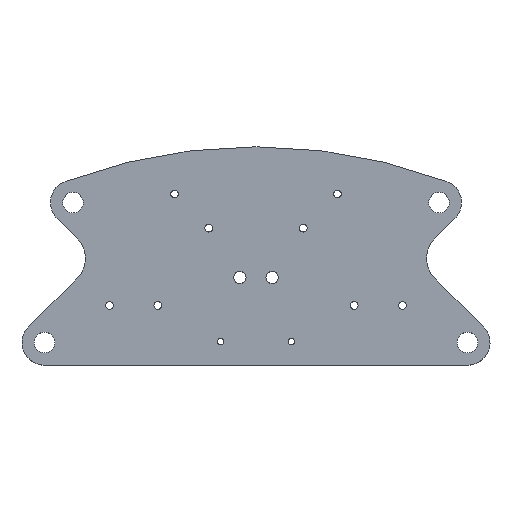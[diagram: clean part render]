
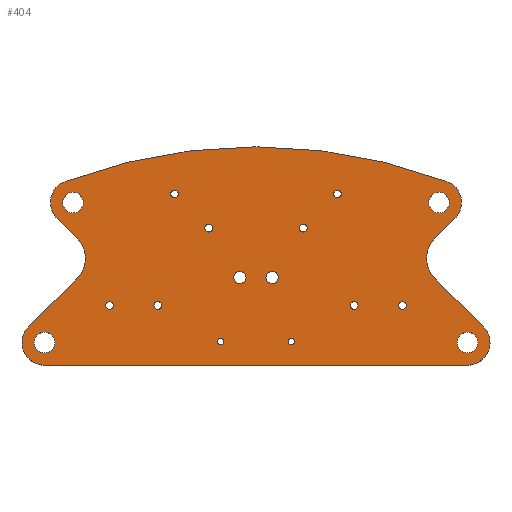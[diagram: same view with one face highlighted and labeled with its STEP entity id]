
A CAD part, top view. The second image highlights one B-rep face of the part: STEP entity #404.
In plain terms, the highlighted planar face has unit normal (0, 0, 1).
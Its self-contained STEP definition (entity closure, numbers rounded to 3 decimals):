
#42 = VERTEX_POINT('',#43);
#43 = CARTESIAN_POINT('',(-29.665,11.941,1.51));
#49 = EDGE_CURVE('',#42,#50,#52,.T.);
#50 = VERTEX_POINT('',#51);
#51 = CARTESIAN_POINT('',(29.665,11.941,1.51));
#52 = CIRCLE('',#53,84.2);
#53 = AXIS2_PLACEMENT_3D('',#54,#55,#56);
#54 = CARTESIAN_POINT('',(0.,-66.86,1.51));
#55 = DIRECTION('',(0.,0.,-1.));
#56 = DIRECTION('',(-0.352,0.936,0.));
#84 = VERTEX_POINT('',#85);
#85 = CARTESIAN_POINT('',(-30.907,6.19,1.51));
#91 = EDGE_CURVE('',#84,#42,#92,.T.);
#92 = CIRCLE('',#93,3.5);
#93 = AXIS2_PLACEMENT_3D('',#94,#95,#96);
#94 = CARTESIAN_POINT('',(-28.432,8.665,1.51));
#95 = DIRECTION('',(0.,0.,-1.));
#96 = DIRECTION('',(-0.707,-0.707,-0.));
#115 = EDGE_CURVE('',#50,#116,#118,.T.);
#116 = VERTEX_POINT('',#117);
#117 = CARTESIAN_POINT('',(30.907,6.19,1.51));
#118 = CIRCLE('',#119,3.5);
#119 = AXIS2_PLACEMENT_3D('',#120,#121,#122);
#120 = CARTESIAN_POINT('',(28.432,8.665,1.51));
#121 = DIRECTION('',(0.,0.,-1.));
#122 = DIRECTION('',(0.352,0.936,0.));
#404 = ADVANCED_FACE('',(#405,#484,#495,#506,#517,#528,#539,#550,#561,
    #572,#583,#594,#605,#616,#627,#638,#649),#660,.T.);
#405 = FACE_BOUND('',#406,.T.);
#406 = EDGE_LOOP('',(#407,#408,#409,#417,#426,#434,#443,#451,#460,#468,
    #477,#483));
#407 = ORIENTED_EDGE('',*,*,#49,.F.);
#408 = ORIENTED_EDGE('',*,*,#91,.F.);
#409 = ORIENTED_EDGE('',*,*,#410,.F.);
#410 = EDGE_CURVE('',#411,#84,#413,.T.);
#411 = VERTEX_POINT('',#412);
#412 = CARTESIAN_POINT('',(-27.757,3.041,1.51));
#413 = LINE('',#414,#415);
#414 = CARTESIAN_POINT('',(-27.757,3.041,1.51));
#415 = VECTOR('',#416,1.);
#416 = DIRECTION('',(-0.707,0.707,0.));
#417 = ORIENTED_EDGE('',*,*,#418,.F.);
#418 = EDGE_CURVE('',#419,#411,#421,.T.);
#419 = VERTEX_POINT('',#420);
#420 = CARTESIAN_POINT('',(-27.757,-3.041,1.51));
#421 = CIRCLE('',#422,4.3);
#422 = AXIS2_PLACEMENT_3D('',#423,#424,#425);
#423 = CARTESIAN_POINT('',(-30.798,0.,1.51));
#424 = DIRECTION('',(0.,-0.,1.));
#425 = DIRECTION('',(0.707,-0.707,-0.));
#426 = ORIENTED_EDGE('',*,*,#427,.F.);
#427 = EDGE_CURVE('',#428,#419,#430,.T.);
#428 = VERTEX_POINT('',#429);
#429 = CARTESIAN_POINT('',(-35.337,-10.62,1.51));
#430 = LINE('',#431,#432);
#431 = CARTESIAN_POINT('',(-35.337,-10.62,1.51));
#432 = VECTOR('',#433,1.);
#433 = DIRECTION('',(0.707,0.707,0.));
#434 = ORIENTED_EDGE('',*,*,#435,.F.);
#435 = EDGE_CURVE('',#436,#428,#438,.T.);
#436 = VERTEX_POINT('',#437);
#437 = CARTESIAN_POINT('',(-32.862,-16.595,1.51));
#438 = CIRCLE('',#439,3.5);
#439 = AXIS2_PLACEMENT_3D('',#440,#441,#442);
#440 = CARTESIAN_POINT('',(-32.862,-13.095,1.51));
#441 = DIRECTION('',(0.,0.,-1.));
#442 = DIRECTION('',(0.,-1.,-0.));
#443 = ORIENTED_EDGE('',*,*,#444,.F.);
#444 = EDGE_CURVE('',#445,#436,#447,.T.);
#445 = VERTEX_POINT('',#446);
#446 = CARTESIAN_POINT('',(32.862,-16.595,1.51));
#447 = LINE('',#448,#449);
#448 = CARTESIAN_POINT('',(32.862,-16.595,1.51));
#449 = VECTOR('',#450,1.);
#450 = DIRECTION('',(-1.,0.,0.));
#451 = ORIENTED_EDGE('',*,*,#452,.F.);
#452 = EDGE_CURVE('',#453,#445,#455,.T.);
#453 = VERTEX_POINT('',#454);
#454 = CARTESIAN_POINT('',(35.337,-10.62,1.51));
#455 = CIRCLE('',#456,3.5);
#456 = AXIS2_PLACEMENT_3D('',#457,#458,#459);
#457 = CARTESIAN_POINT('',(32.862,-13.095,1.51));
#458 = DIRECTION('',(0.,0.,-1.));
#459 = DIRECTION('',(0.707,0.707,0.));
#460 = ORIENTED_EDGE('',*,*,#461,.F.);
#461 = EDGE_CURVE('',#462,#453,#464,.T.);
#462 = VERTEX_POINT('',#463);
#463 = CARTESIAN_POINT('',(27.757,-3.041,1.51));
#464 = LINE('',#465,#466);
#465 = CARTESIAN_POINT('',(27.757,-3.041,1.51));
#466 = VECTOR('',#467,1.);
#467 = DIRECTION('',(0.707,-0.707,0.));
#468 = ORIENTED_EDGE('',*,*,#469,.F.);
#469 = EDGE_CURVE('',#470,#462,#472,.T.);
#470 = VERTEX_POINT('',#471);
#471 = CARTESIAN_POINT('',(27.757,3.041,1.51));
#472 = CIRCLE('',#473,4.3);
#473 = AXIS2_PLACEMENT_3D('',#474,#475,#476);
#474 = CARTESIAN_POINT('',(30.798,0.,1.51));
#475 = DIRECTION('',(0.,0.,1.));
#476 = DIRECTION('',(-0.707,0.707,0.));
#477 = ORIENTED_EDGE('',*,*,#478,.F.);
#478 = EDGE_CURVE('',#116,#470,#479,.T.);
#479 = LINE('',#480,#481);
#480 = CARTESIAN_POINT('',(30.907,6.19,1.51));
#481 = VECTOR('',#482,1.);
#482 = DIRECTION('',(-0.707,-0.707,0.));
#483 = ORIENTED_EDGE('',*,*,#115,.F.);
#484 = FACE_BOUND('',#485,.T.);
#485 = EDGE_LOOP('',(#486));
#486 = ORIENTED_EDGE('',*,*,#487,.T.);
#487 = EDGE_CURVE('',#488,#488,#490,.T.);
#488 = VERTEX_POINT('',#489);
#489 = CARTESIAN_POINT('',(-32.862,-14.695,1.51));
#490 = CIRCLE('',#491,1.6);
#491 = AXIS2_PLACEMENT_3D('',#492,#493,#494);
#492 = CARTESIAN_POINT('',(-32.862,-13.095,1.51));
#493 = DIRECTION('',(-0.,0.,-1.));
#494 = DIRECTION('',(-0.,-1.,0.));
#495 = FACE_BOUND('',#496,.T.);
#496 = EDGE_LOOP('',(#497));
#497 = ORIENTED_EDGE('',*,*,#498,.T.);
#498 = EDGE_CURVE('',#499,#499,#501,.T.);
#499 = VERTEX_POINT('',#500);
#500 = CARTESIAN_POINT('',(-5.5,-13.45,1.51));
#501 = CIRCLE('',#502,0.5);
#502 = AXIS2_PLACEMENT_3D('',#503,#504,#505);
#503 = CARTESIAN_POINT('',(-5.5,-12.95,1.51));
#504 = DIRECTION('',(-0.,0.,-1.));
#505 = DIRECTION('',(-0.,-1.,0.));
#506 = FACE_BOUND('',#507,.T.);
#507 = EDGE_LOOP('',(#508));
#508 = ORIENTED_EDGE('',*,*,#509,.T.);
#509 = EDGE_CURVE('',#510,#510,#512,.T.);
#510 = VERTEX_POINT('',#511);
#511 = CARTESIAN_POINT('',(-22.75,-7.9,1.51));
#512 = CIRCLE('',#513,0.6);
#513 = AXIS2_PLACEMENT_3D('',#514,#515,#516);
#514 = CARTESIAN_POINT('',(-22.75,-7.3,1.51));
#515 = DIRECTION('',(-0.,0.,-1.));
#516 = DIRECTION('',(0.,-1.,-0.));
#517 = FACE_BOUND('',#518,.T.);
#518 = EDGE_LOOP('',(#519));
#519 = ORIENTED_EDGE('',*,*,#520,.T.);
#520 = EDGE_CURVE('',#521,#521,#523,.T.);
#521 = VERTEX_POINT('',#522);
#522 = CARTESIAN_POINT('',(-15.25,-7.9,1.51));
#523 = CIRCLE('',#524,0.6);
#524 = AXIS2_PLACEMENT_3D('',#525,#526,#527);
#525 = CARTESIAN_POINT('',(-15.25,-7.3,1.51));
#526 = DIRECTION('',(-0.,0.,-1.));
#527 = DIRECTION('',(0.,-1.,-0.));
#528 = FACE_BOUND('',#529,.T.);
#529 = EDGE_LOOP('',(#530));
#530 = ORIENTED_EDGE('',*,*,#531,.T.);
#531 = EDGE_CURVE('',#532,#532,#534,.T.);
#532 = VERTEX_POINT('',#533);
#533 = CARTESIAN_POINT('',(-2.5,-3.9,1.51));
#534 = CIRCLE('',#535,0.95);
#535 = AXIS2_PLACEMENT_3D('',#536,#537,#538);
#536 = CARTESIAN_POINT('',(-2.5,-2.95,1.51));
#537 = DIRECTION('',(-0.,0.,-1.));
#538 = DIRECTION('',(-0.,-1.,0.));
#539 = FACE_BOUND('',#540,.T.);
#540 = EDGE_LOOP('',(#541));
#541 = ORIENTED_EDGE('',*,*,#542,.T.);
#542 = EDGE_CURVE('',#543,#543,#545,.T.);
#543 = VERTEX_POINT('',#544);
#544 = CARTESIAN_POINT('',(5.5,-13.45,1.51));
#545 = CIRCLE('',#546,0.5);
#546 = AXIS2_PLACEMENT_3D('',#547,#548,#549);
#547 = CARTESIAN_POINT('',(5.5,-12.95,1.51));
#548 = DIRECTION('',(-0.,0.,-1.));
#549 = DIRECTION('',(-0.,-1.,0.));
#550 = FACE_BOUND('',#551,.T.);
#551 = EDGE_LOOP('',(#552));
#552 = ORIENTED_EDGE('',*,*,#553,.T.);
#553 = EDGE_CURVE('',#554,#554,#556,.T.);
#554 = VERTEX_POINT('',#555);
#555 = CARTESIAN_POINT('',(32.862,-14.695,1.51));
#556 = CIRCLE('',#557,1.6);
#557 = AXIS2_PLACEMENT_3D('',#558,#559,#560);
#558 = CARTESIAN_POINT('',(32.862,-13.095,1.51));
#559 = DIRECTION('',(-0.,0.,-1.));
#560 = DIRECTION('',(0.,-1.,-0.));
#561 = FACE_BOUND('',#562,.T.);
#562 = EDGE_LOOP('',(#563));
#563 = ORIENTED_EDGE('',*,*,#564,.T.);
#564 = EDGE_CURVE('',#565,#565,#567,.T.);
#565 = VERTEX_POINT('',#566);
#566 = CARTESIAN_POINT('',(15.25,-7.9,1.51));
#567 = CIRCLE('',#568,0.6);
#568 = AXIS2_PLACEMENT_3D('',#569,#570,#571);
#569 = CARTESIAN_POINT('',(15.25,-7.3,1.51));
#570 = DIRECTION('',(-0.,0.,-1.));
#571 = DIRECTION('',(-0.,-1.,0.));
#572 = FACE_BOUND('',#573,.T.);
#573 = EDGE_LOOP('',(#574));
#574 = ORIENTED_EDGE('',*,*,#575,.T.);
#575 = EDGE_CURVE('',#576,#576,#578,.T.);
#576 = VERTEX_POINT('',#577);
#577 = CARTESIAN_POINT('',(2.5,-3.9,1.51));
#578 = CIRCLE('',#579,0.95);
#579 = AXIS2_PLACEMENT_3D('',#580,#581,#582);
#580 = CARTESIAN_POINT('',(2.5,-2.95,1.51));
#581 = DIRECTION('',(-0.,0.,-1.));
#582 = DIRECTION('',(-0.,-1.,0.));
#583 = FACE_BOUND('',#584,.T.);
#584 = EDGE_LOOP('',(#585));
#585 = ORIENTED_EDGE('',*,*,#586,.T.);
#586 = EDGE_CURVE('',#587,#587,#589,.T.);
#587 = VERTEX_POINT('',#588);
#588 = CARTESIAN_POINT('',(22.75,-7.9,1.51));
#589 = CIRCLE('',#590,0.6);
#590 = AXIS2_PLACEMENT_3D('',#591,#592,#593);
#591 = CARTESIAN_POINT('',(22.75,-7.3,1.51));
#592 = DIRECTION('',(-0.,0.,-1.));
#593 = DIRECTION('',(-0.,-1.,0.));
#594 = FACE_BOUND('',#595,.T.);
#595 = EDGE_LOOP('',(#596));
#596 = ORIENTED_EDGE('',*,*,#597,.T.);
#597 = EDGE_CURVE('',#598,#598,#600,.T.);
#598 = VERTEX_POINT('',#599);
#599 = CARTESIAN_POINT('',(-28.432,7.065,1.51));
#600 = CIRCLE('',#601,1.6);
#601 = AXIS2_PLACEMENT_3D('',#602,#603,#604);
#602 = CARTESIAN_POINT('',(-28.432,8.665,1.51));
#603 = DIRECTION('',(-0.,0.,-1.));
#604 = DIRECTION('',(-0.,-1.,0.));
#605 = FACE_BOUND('',#606,.T.);
#606 = EDGE_LOOP('',(#607));
#607 = ORIENTED_EDGE('',*,*,#608,.T.);
#608 = EDGE_CURVE('',#609,#609,#611,.T.);
#609 = VERTEX_POINT('',#610);
#610 = CARTESIAN_POINT('',(-7.348,4.098,1.51));
#611 = CIRCLE('',#612,0.6);
#612 = AXIS2_PLACEMENT_3D('',#613,#614,#615);
#613 = CARTESIAN_POINT('',(-7.348,4.698,1.51));
#614 = DIRECTION('',(-0.,0.,-1.));
#615 = DIRECTION('',(-0.,-1.,0.));
#616 = FACE_BOUND('',#617,.T.);
#617 = EDGE_LOOP('',(#618));
#618 = ORIENTED_EDGE('',*,*,#619,.T.);
#619 = EDGE_CURVE('',#620,#620,#622,.T.);
#620 = VERTEX_POINT('',#621);
#621 = CARTESIAN_POINT('',(-12.652,9.402,1.51));
#622 = CIRCLE('',#623,0.6);
#623 = AXIS2_PLACEMENT_3D('',#624,#625,#626);
#624 = CARTESIAN_POINT('',(-12.652,10.002,1.51));
#625 = DIRECTION('',(-0.,0.,-1.));
#626 = DIRECTION('',(-0.,-1.,0.));
#627 = FACE_BOUND('',#628,.T.);
#628 = EDGE_LOOP('',(#629));
#629 = ORIENTED_EDGE('',*,*,#630,.T.);
#630 = EDGE_CURVE('',#631,#631,#633,.T.);
#631 = VERTEX_POINT('',#632);
#632 = CARTESIAN_POINT('',(7.348,4.098,1.51));
#633 = CIRCLE('',#634,0.6);
#634 = AXIS2_PLACEMENT_3D('',#635,#636,#637);
#635 = CARTESIAN_POINT('',(7.348,4.698,1.51));
#636 = DIRECTION('',(-0.,0.,-1.));
#637 = DIRECTION('',(-0.,-1.,0.));
#638 = FACE_BOUND('',#639,.T.);
#639 = EDGE_LOOP('',(#640));
#640 = ORIENTED_EDGE('',*,*,#641,.T.);
#641 = EDGE_CURVE('',#642,#642,#644,.T.);
#642 = VERTEX_POINT('',#643);
#643 = CARTESIAN_POINT('',(12.652,9.402,1.51));
#644 = CIRCLE('',#645,0.6);
#645 = AXIS2_PLACEMENT_3D('',#646,#647,#648);
#646 = CARTESIAN_POINT('',(12.652,10.002,1.51));
#647 = DIRECTION('',(-0.,0.,-1.));
#648 = DIRECTION('',(-0.,-1.,0.));
#649 = FACE_BOUND('',#650,.T.);
#650 = EDGE_LOOP('',(#651));
#651 = ORIENTED_EDGE('',*,*,#652,.T.);
#652 = EDGE_CURVE('',#653,#653,#655,.T.);
#653 = VERTEX_POINT('',#654);
#654 = CARTESIAN_POINT('',(28.432,7.065,1.51));
#655 = CIRCLE('',#656,1.6);
#656 = AXIS2_PLACEMENT_3D('',#657,#658,#659);
#657 = CARTESIAN_POINT('',(28.432,8.665,1.51));
#658 = DIRECTION('',(-0.,0.,-1.));
#659 = DIRECTION('',(0.,-1.,-0.));
#660 = PLANE('',#661);
#661 = AXIS2_PLACEMENT_3D('',#662,#663,#664);
#662 = CARTESIAN_POINT('',(0.,0.,1.51));
#663 = DIRECTION('',(0.,0.,1.));
#664 = DIRECTION('',(1.,0.,-0.));
